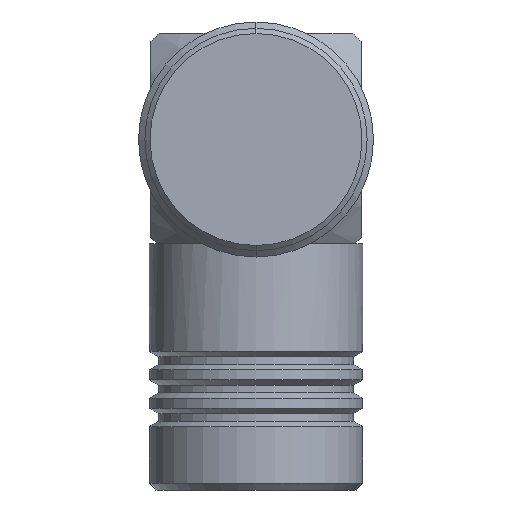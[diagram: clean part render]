
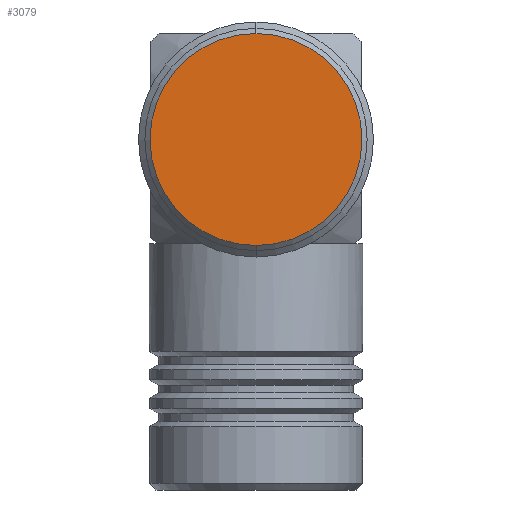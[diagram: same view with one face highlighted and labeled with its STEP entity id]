
A CAD part, front view. The second image highlights one B-rep face of the part: STEP entity #3079.
In plain terms, the highlighted planar face has unit normal (0, -1, 0).
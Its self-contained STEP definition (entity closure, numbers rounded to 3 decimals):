
#148 = AXIS2_PLACEMENT_3D ( 'NONE', #275, #1257, #4431 ) ;
#275 = CARTESIAN_POINT ( 'NONE',  ( 0., -25.99, -0.005 ) ) ;
#415 = CARTESIAN_POINT ( 'NONE',  ( -3.175, -25.99, -3.18 ) ) ;
#690 = EDGE_LOOP ( 'NONE', ( #1026, #5093 ) ) ;
#875 = CARTESIAN_POINT ( 'NONE',  ( 0., -25.99, -3.18 ) ) ;
#976 = CARTESIAN_POINT ( 'NONE',  ( 3.175, -25.99, -3.18 ) ) ;
#1026 = ORIENTED_EDGE ( 'NONE', *, *, #2715, .F. ) ;
#1257 = DIRECTION ( 'NONE',  ( 0., -1., 0. ) ) ;
#1340 = VERTEX_POINT ( 'NONE', #976 ) ;
#1380 = AXIS2_PLACEMENT_3D ( 'NONE', #875, #4110, #1393 ) ;
#1393 = DIRECTION ( 'NONE',  ( -1., 0., 0. ) ) ;
#1492 = CARTESIAN_POINT ( 'NONE',  ( 0., -25.99, -3.18 ) ) ;
#1697 = CIRCLE ( 'NONE', #1380, 3.175 ) ;
#1979 = DIRECTION ( 'NONE',  ( -1., 0., 0. ) ) ;
#2633 = PLANE ( 'NONE',  #148 ) ;
#2715 = EDGE_CURVE ( 'NONE', #5085, #1340, #1697, .T. ) ;
#2834 = EDGE_CURVE ( 'NONE', #1340, #5085, #5046, .T. ) ;
#3079 = ADVANCED_FACE ( 'NONE', ( #3814 ), #2633, .T. ) ;
#3814 = FACE_OUTER_BOUND ( 'NONE', #690, .T. ) ;
#3829 = AXIS2_PLACEMENT_3D ( 'NONE', #1492, #4657, #1979 ) ;
#4110 = DIRECTION ( 'NONE',  ( 0., 1., 0. ) ) ;
#4431 = DIRECTION ( 'NONE',  ( 1., 0., 0. ) ) ;
#4657 = DIRECTION ( 'NONE',  ( 0., 1., 0. ) ) ;
#5046 = CIRCLE ( 'NONE', #3829, 3.175 ) ;
#5085 = VERTEX_POINT ( 'NONE', #415 ) ;
#5093 = ORIENTED_EDGE ( 'NONE', *, *, #2834, .F. ) ;
